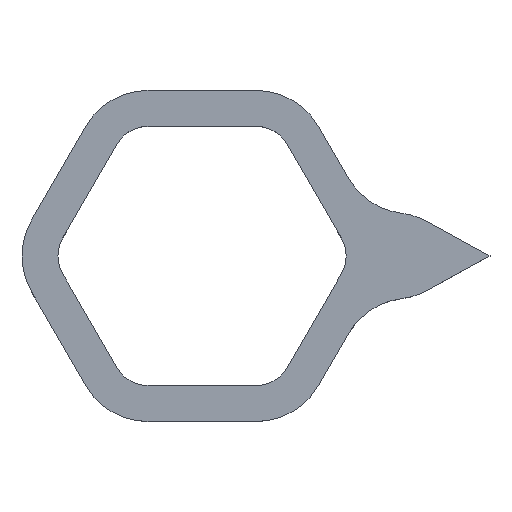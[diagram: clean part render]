
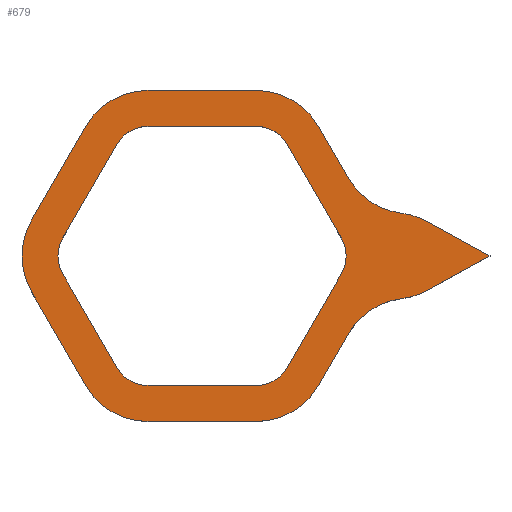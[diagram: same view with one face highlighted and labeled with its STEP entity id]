
A CAD part, top view. The second image highlights one B-rep face of the part: STEP entity #679.
In plain terms, the highlighted planar face has unit normal (0, 0, 1).
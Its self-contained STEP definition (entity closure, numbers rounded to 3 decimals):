
#35=CIRCLE('',#729,2.5);
#36=CIRCLE('',#730,2.5);
#37=CIRCLE('',#731,2.5);
#38=CIRCLE('',#732,2.5);
#39=CIRCLE('',#733,2.5);
#40=CIRCLE('',#734,2.5);
#41=CIRCLE('',#735,5.);
#42=CIRCLE('',#736,5.);
#43=CIRCLE('',#737,5.);
#44=CIRCLE('',#738,5.);
#45=CIRCLE('',#739,5.);
#46=CIRCLE('',#740,5.);
#47=CIRCLE('',#741,5.);
#48=CIRCLE('',#742,5.);
#49=CIRCLE('',#743,5.);
#121=ORIENTED_EDGE('',*,*,#292,.F.);
#122=ORIENTED_EDGE('',*,*,#318,.T.);
#123=ORIENTED_EDGE('',*,*,#296,.F.);
#124=ORIENTED_EDGE('',*,*,#319,.T.);
#125=ORIENTED_EDGE('',*,*,#300,.F.);
#126=ORIENTED_EDGE('',*,*,#320,.T.);
#127=ORIENTED_EDGE('',*,*,#302,.F.);
#128=ORIENTED_EDGE('',*,*,#321,.T.);
#129=ORIENTED_EDGE('',*,*,#308,.F.);
#130=ORIENTED_EDGE('',*,*,#322,.T.);
#131=ORIENTED_EDGE('',*,*,#312,.F.);
#132=ORIENTED_EDGE('',*,*,#323,.T.);
#133=ORIENTED_EDGE('',*,*,#265,.T.);
#134=ORIENTED_EDGE('',*,*,#324,.T.);
#135=ORIENTED_EDGE('',*,*,#267,.T.);
#136=ORIENTED_EDGE('',*,*,#325,.T.);
#137=ORIENTED_EDGE('',*,*,#271,.T.);
#138=ORIENTED_EDGE('',*,*,#326,.T.);
#139=ORIENTED_EDGE('',*,*,#275,.T.);
#140=ORIENTED_EDGE('',*,*,#327,.T.);
#141=ORIENTED_EDGE('',*,*,#279,.T.);
#142=ORIENTED_EDGE('',*,*,#328,.T.);
#143=ORIENTED_EDGE('',*,*,#329,.T.);
#144=ORIENTED_EDGE('',*,*,#283,.T.);
#145=ORIENTED_EDGE('',*,*,#289,.T.);
#146=ORIENTED_EDGE('',*,*,#330,.T.);
#147=ORIENTED_EDGE('',*,*,#331,.T.);
#148=ORIENTED_EDGE('',*,*,#314,.T.);
#149=ORIENTED_EDGE('',*,*,#332,.T.);
#265=EDGE_CURVE('',#365,#364,#430,.T.);
#267=EDGE_CURVE('',#366,#367,#432,.T.);
#271=EDGE_CURVE('',#370,#371,#436,.T.);
#275=EDGE_CURVE('',#374,#375,#440,.T.);
#279=EDGE_CURVE('',#378,#379,#444,.T.);
#283=EDGE_CURVE('',#382,#383,#448,.T.);
#289=EDGE_CURVE('',#383,#387,#454,.T.);
#292=EDGE_CURVE('',#390,#391,#457,.T.);
#296=EDGE_CURVE('',#394,#395,#461,.T.);
#300=EDGE_CURVE('',#398,#399,#465,.T.);
#302=EDGE_CURVE('',#400,#401,#467,.T.);
#308=EDGE_CURVE('',#406,#407,#473,.T.);
#312=EDGE_CURVE('',#410,#411,#477,.T.);
#314=EDGE_CURVE('',#412,#413,#479,.T.);
#318=EDGE_CURVE('',#390,#395,#35,.F.);
#319=EDGE_CURVE('',#394,#399,#36,.F.);
#320=EDGE_CURVE('',#398,#401,#37,.F.);
#321=EDGE_CURVE('',#400,#407,#38,.F.);
#322=EDGE_CURVE('',#406,#411,#39,.F.);
#323=EDGE_CURVE('',#410,#391,#40,.F.);
#324=EDGE_CURVE('',#364,#366,#41,.T.);
#325=EDGE_CURVE('',#367,#370,#42,.T.);
#326=EDGE_CURVE('',#371,#374,#43,.T.);
#327=EDGE_CURVE('',#375,#378,#44,.T.);
#328=EDGE_CURVE('',#379,#416,#45,.F.);
#329=EDGE_CURVE('',#416,#382,#46,.T.);
#330=EDGE_CURVE('',#387,#417,#47,.T.);
#331=EDGE_CURVE('',#417,#412,#48,.F.);
#332=EDGE_CURVE('',#413,#365,#49,.T.);
#364=VERTEX_POINT('',#989);
#365=VERTEX_POINT('',#991);
#366=VERTEX_POINT('',#995);
#367=VERTEX_POINT('',#996);
#370=VERTEX_POINT('',#1004);
#371=VERTEX_POINT('',#1005);
#374=VERTEX_POINT('',#1013);
#375=VERTEX_POINT('',#1014);
#378=VERTEX_POINT('',#1022);
#379=VERTEX_POINT('',#1023);
#382=VERTEX_POINT('',#1031);
#383=VERTEX_POINT('',#1032);
#387=VERTEX_POINT('',#1042);
#390=VERTEX_POINT('',#1049);
#391=VERTEX_POINT('',#1051);
#394=VERTEX_POINT('',#1058);
#395=VERTEX_POINT('',#1060);
#398=VERTEX_POINT('',#1067);
#399=VERTEX_POINT('',#1069);
#400=VERTEX_POINT('',#1073);
#401=VERTEX_POINT('',#1074);
#406=VERTEX_POINT('',#1085);
#407=VERTEX_POINT('',#1087);
#410=VERTEX_POINT('',#1094);
#411=VERTEX_POINT('',#1096);
#412=VERTEX_POINT('',#1100);
#413=VERTEX_POINT('',#1101);
#416=VERTEX_POINT('',#1119);
#417=VERTEX_POINT('',#1122);
#430=LINE('',#990,#499);
#432=LINE('',#994,#501);
#436=LINE('',#1003,#505);
#440=LINE('',#1012,#509);
#444=LINE('',#1021,#513);
#448=LINE('',#1030,#517);
#454=LINE('',#1043,#523);
#457=LINE('',#1050,#526);
#461=LINE('',#1059,#530);
#465=LINE('',#1068,#534);
#467=LINE('',#1072,#536);
#473=LINE('',#1086,#542);
#477=LINE('',#1095,#546);
#479=LINE('',#1099,#548);
#499=VECTOR('',#786,1000.);
#501=VECTOR('',#790,1000.);
#505=VECTOR('',#796,1000.);
#509=VECTOR('',#802,1000.);
#513=VECTOR('',#808,1000.);
#517=VECTOR('',#814,1000.);
#523=VECTOR('',#822,1000.);
#526=VECTOR('',#827,1000.);
#530=VECTOR('',#833,1000.);
#534=VECTOR('',#839,1000.);
#536=VECTOR('',#843,1000.);
#542=VECTOR('',#851,1000.);
#546=VECTOR('',#857,1000.);
#548=VECTOR('',#861,1000.);
#580=EDGE_LOOP('',(#121,#122,#123,#124,#125,#126,#127,#128,#129,#130,#131,
#132));
#581=EDGE_LOOP('',(#133,#134,#135,#136,#137,#138,#139,#140,#141,#142,#143,
#144,#145,#146,#147,#148,#149));
#619=FACE_BOUND('',#580,.T.);
#620=FACE_BOUND('',#581,.T.);
#658=PLANE('',#728);
#679=ADVANCED_FACE('',(#619,#620),#658,.T.);
#728=AXIS2_PLACEMENT_3D('',#1107,#865,#866);
#729=AXIS2_PLACEMENT_3D('',#1108,#867,#868);
#730=AXIS2_PLACEMENT_3D('',#1109,#869,#870);
#731=AXIS2_PLACEMENT_3D('',#1110,#871,#872);
#732=AXIS2_PLACEMENT_3D('',#1111,#873,#874);
#733=AXIS2_PLACEMENT_3D('',#1112,#875,#876);
#734=AXIS2_PLACEMENT_3D('',#1113,#877,#878);
#735=AXIS2_PLACEMENT_3D('',#1114,#879,#880);
#736=AXIS2_PLACEMENT_3D('',#1115,#881,#882);
#737=AXIS2_PLACEMENT_3D('',#1116,#883,#884);
#738=AXIS2_PLACEMENT_3D('',#1117,#885,#886);
#739=AXIS2_PLACEMENT_3D('',#1118,#887,#888);
#740=AXIS2_PLACEMENT_3D('',#1120,#889,#890);
#741=AXIS2_PLACEMENT_3D('',#1121,#891,#892);
#742=AXIS2_PLACEMENT_3D('',#1123,#893,#894);
#743=AXIS2_PLACEMENT_3D('',#1124,#895,#896);
#786=DIRECTION('',(-1.,0.,0.));
#790=DIRECTION('',(-0.5,-0.866,0.));
#796=DIRECTION('',(0.5,-0.866,0.));
#802=DIRECTION('',(1.,0.,0.));
#808=DIRECTION('',(0.5,0.866,0.));
#814=DIRECTION('',(0.876,0.482,0.));
#822=DIRECTION('',(-0.876,0.482,0.));
#827=DIRECTION('',(-1.,0.,0.));
#833=DIRECTION('',(-0.5,0.866,0.));
#839=DIRECTION('',(0.5,0.866,0.));
#843=DIRECTION('',(1.,0.,0.));
#851=DIRECTION('',(0.5,-0.866,0.));
#857=DIRECTION('',(-0.5,-0.866,0.));
#861=DIRECTION('',(-0.5,0.866,0.));
#865=DIRECTION('',(0.,0.,1.));
#866=DIRECTION('',(1.,0.,0.));
#867=DIRECTION('',(0.,0.,1.));
#868=DIRECTION('',(1.,0.,0.));
#869=DIRECTION('',(0.,0.,1.));
#870=DIRECTION('',(1.,0.,0.));
#871=DIRECTION('',(0.,0.,1.));
#872=DIRECTION('',(1.,0.,0.));
#873=DIRECTION('',(0.,0.,1.));
#874=DIRECTION('',(1.,0.,0.));
#875=DIRECTION('',(0.,0.,1.));
#876=DIRECTION('',(1.,0.,0.));
#877=DIRECTION('',(0.,0.,1.));
#878=DIRECTION('',(1.,0.,0.));
#879=DIRECTION('',(0.,0.,1.));
#880=DIRECTION('',(1.,0.,0.));
#881=DIRECTION('',(0.,0.,1.));
#882=DIRECTION('',(1.,0.,0.));
#883=DIRECTION('',(0.,0.,1.));
#884=DIRECTION('',(1.,0.,0.));
#885=DIRECTION('',(0.,0.,1.));
#886=DIRECTION('',(1.,0.,0.));
#887=DIRECTION('',(0.,0.,1.));
#888=DIRECTION('',(1.,0.,0.));
#889=DIRECTION('',(0.,0.,1.));
#890=DIRECTION('',(1.,0.,0.));
#891=DIRECTION('',(0.,0.,1.));
#892=DIRECTION('',(1.,0.,0.));
#893=DIRECTION('',(0.,0.,1.));
#894=DIRECTION('',(1.,0.,0.));
#895=DIRECTION('',(0.,0.,1.));
#896=DIRECTION('',(1.,0.,0.));
#989=CARTESIAN_POINT('',(-16.753,11.5,3.));
#990=CARTESIAN_POINT('',(-6.36,11.5,3.));
#991=CARTESIAN_POINT('',(-9.247,11.5,3.));
#994=CARTESIAN_POINT('',(-19.64,11.5,3.));
#995=CARTESIAN_POINT('',(-21.083,9.,3.));
#996=CARTESIAN_POINT('',(-24.836,2.5,3.));
#1003=CARTESIAN_POINT('',(-26.279,0.,3.));
#1004=CARTESIAN_POINT('',(-24.836,-2.5,3.));
#1005=CARTESIAN_POINT('',(-21.083,-9.,3.));
#1012=CARTESIAN_POINT('',(-19.64,-11.5,3.));
#1013=CARTESIAN_POINT('',(-16.753,-11.5,3.));
#1014=CARTESIAN_POINT('',(-9.247,-11.5,3.));
#1021=CARTESIAN_POINT('',(-6.36,-11.5,3.));
#1022=CARTESIAN_POINT('',(-4.917,-9.,3.));
#1023=CARTESIAN_POINT('',(-2.854,-5.426,3.));
#1030=CARTESIAN_POINT('',(7.,0.,3.));
#1031=CARTESIAN_POINT('',(2.673,-2.381,3.));
#1032=CARTESIAN_POINT('',(7.,0.,3.));
#1042=CARTESIAN_POINT('',(2.673,2.381,3.));
#1043=CARTESIAN_POINT('',(1.547,3.,3.));
#1049=CARTESIAN_POINT('',(-9.247,9.,3.));
#1050=CARTESIAN_POINT('',(-7.804,9.,3.));
#1051=CARTESIAN_POINT('',(-16.753,9.,3.));
#1058=CARTESIAN_POINT('',(-3.329,1.25,3.));
#1059=CARTESIAN_POINT('',(-2.608,0.,3.));
#1060=CARTESIAN_POINT('',(-7.082,7.75,3.));
#1067=CARTESIAN_POINT('',(-7.082,-7.75,3.));
#1068=CARTESIAN_POINT('',(-7.804,-9.,3.));
#1069=CARTESIAN_POINT('',(-3.329,-1.25,3.));
#1072=CARTESIAN_POINT('',(-18.196,-9.,3.));
#1073=CARTESIAN_POINT('',(-16.753,-9.,3.));
#1074=CARTESIAN_POINT('',(-9.247,-9.,3.));
#1085=CARTESIAN_POINT('',(-22.671,-1.25,3.));
#1086=CARTESIAN_POINT('',(-23.392,0.,3.));
#1087=CARTESIAN_POINT('',(-18.918,-7.75,3.));
#1094=CARTESIAN_POINT('',(-18.918,7.75,3.));
#1095=CARTESIAN_POINT('',(-18.196,9.,3.));
#1096=CARTESIAN_POINT('',(-22.671,1.25,3.));
#1099=CARTESIAN_POINT('',(-1.453,3.,3.));
#1100=CARTESIAN_POINT('',(-2.854,5.426,3.));
#1101=CARTESIAN_POINT('',(-4.917,9.,3.));
#1107=CARTESIAN_POINT('',(0.,0.,3.));
#1108=CARTESIAN_POINT('',(-9.247,6.5,3.));
#1109=CARTESIAN_POINT('',(-5.494,0.,3.));
#1110=CARTESIAN_POINT('',(-9.247,-6.5,3.));
#1111=CARTESIAN_POINT('',(-16.753,-6.5,3.));
#1112=CARTESIAN_POINT('',(-20.506,0.,3.));
#1113=CARTESIAN_POINT('',(-16.753,6.5,3.));
#1114=CARTESIAN_POINT('',(-16.753,6.5,3.));
#1115=CARTESIAN_POINT('',(-20.506,0.,3.));
#1116=CARTESIAN_POINT('',(-16.753,-6.5,3.));
#1117=CARTESIAN_POINT('',(-9.247,-6.5,3.));
#1118=CARTESIAN_POINT('',(1.476,-7.926,3.));
#1119=CARTESIAN_POINT('',(0.869,-2.963,3.));
#1120=CARTESIAN_POINT('',(0.262,2.,3.));
#1121=CARTESIAN_POINT('',(0.262,-2.,3.));
#1122=CARTESIAN_POINT('',(0.869,2.963,3.));
#1123=CARTESIAN_POINT('',(1.476,7.926,3.));
#1124=CARTESIAN_POINT('',(-9.247,6.5,3.));
